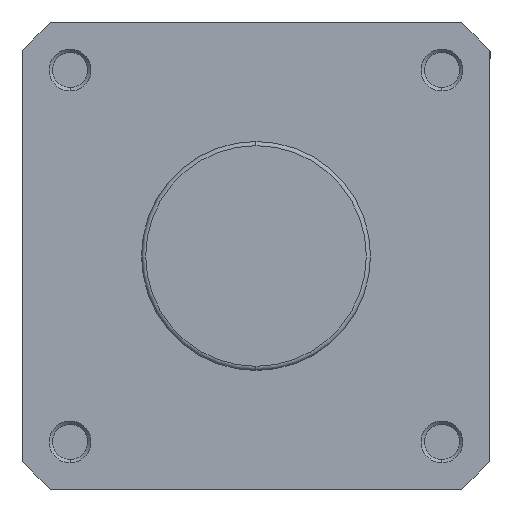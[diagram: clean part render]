
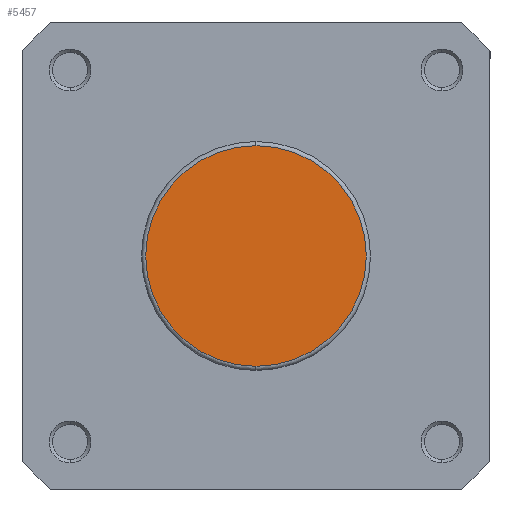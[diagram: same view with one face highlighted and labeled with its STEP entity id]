
A CAD part, left-side view. The second image highlights one B-rep face of the part: STEP entity #5457.
In plain terms, the highlighted planar face has unit normal (-1, 0, 0).
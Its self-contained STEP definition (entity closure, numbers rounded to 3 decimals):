
#77 = VERTEX_POINT ( 'NONE', #3218 ) ;
#78 = VERTEX_POINT ( 'NONE', #3219 ) ;
#497 = ORIENTED_EDGE ( 'NONE', *, *, #4685, .T. ) ;
#498 = ORIENTED_EDGE ( 'NONE', *, *, #4724, .T. ) ;
#1001 = EDGE_LOOP ( 'NONE', ( #498, #497 ) ) ;
#1164 = CIRCLE ( 'NONE', #5085, 26.4 ) ;
#1222 = CIRCLE ( 'NONE', #5110, 26.4 ) ;
#1557 = FACE_OUTER_BOUND ( 'NONE', #1001, .T. ) ;
#2378 = CARTESIAN_POINT ( 'NONE',  ( 0., 27.4, 0. ) ) ;
#2379 = PLANE ( 'NONE',  #5263 ) ;
#2381 = DIRECTION ( 'NONE',  ( 1., 0., 0. ) ) ;
#2382 = DIRECTION ( 'NONE',  ( 0., 0., -1. ) ) ;
#3218 = CARTESIAN_POINT ( 'NONE',  ( 0., 0., -26.4 ) ) ;
#3219 = CARTESIAN_POINT ( 'NONE',  ( 0., 0., 26.4 ) ) ;
#4316 = CARTESIAN_POINT ( 'NONE',  ( 0., 0., 0. ) ) ;
#4317 = DIRECTION ( 'NONE',  ( -1., 0., 0. ) ) ;
#4318 = DIRECTION ( 'NONE',  ( 0., 0., -1. ) ) ;
#4409 = CARTESIAN_POINT ( 'NONE',  ( 0., 0., 0. ) ) ;
#4416 = DIRECTION ( 'NONE',  ( -1., 0., 0. ) ) ;
#4417 = DIRECTION ( 'NONE',  ( 0., 0., -1. ) ) ;
#4685 = EDGE_CURVE ( 'NONE', #78, #77, #1164, .T. ) ;
#4724 = EDGE_CURVE ( 'NONE', #77, #78, #1222, .T. ) ;
#5085 = AXIS2_PLACEMENT_3D ( 'NONE', #4316, #4317, #4318 ) ;
#5110 = AXIS2_PLACEMENT_3D ( 'NONE', #4409, #4416, #4417 ) ;
#5263 = AXIS2_PLACEMENT_3D ( 'NONE', #2378, #2381, #2382 ) ;
#5457 = ADVANCED_FACE ( 'NONE', ( #1557 ), #2379, .F. ) ;
